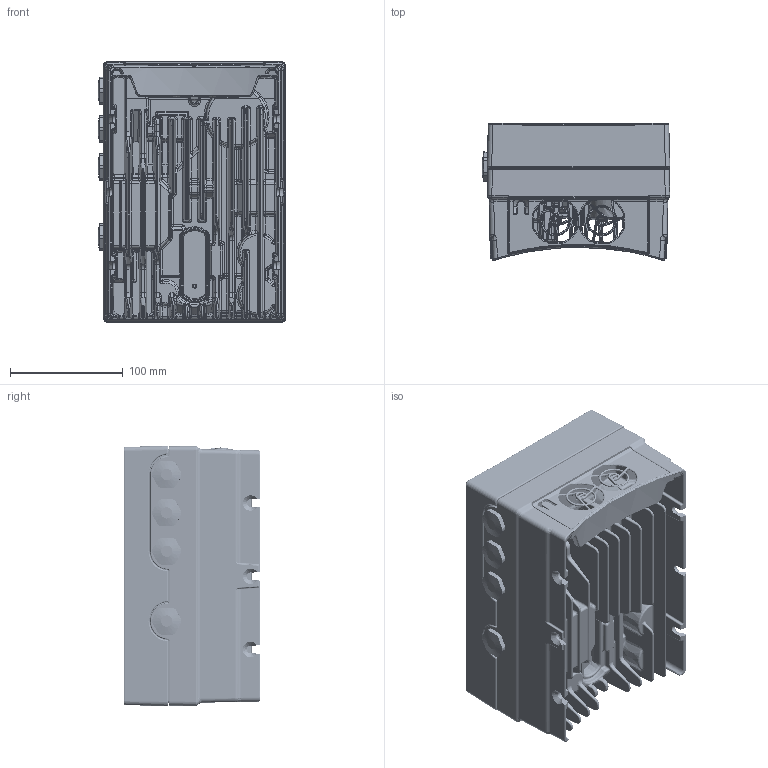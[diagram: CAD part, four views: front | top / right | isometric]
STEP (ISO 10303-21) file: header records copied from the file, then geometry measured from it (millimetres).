
FILE_DESCRIPTION((''),'2;1');
FILE_NAME('134B0301_STEP1','2017-03-07T',('F32060'),('Danfoss Drives A/S'),'CREO PARAMETRIC BY PTC INC, 2015480','CREO PARAMETRIC BY PTC INC, 2015480','');
FILE_SCHEMA(('CONFIG_CONTROL_DESIGN','GEOMETRIC_VALIDATION_PROPERTIES_MIM'));
Products named in the file (1): 134B0301_STEP1
Bounding box: 166.63 x 121.43 x 231.15 mm (x, y, z)
Volume: 2641583.4 mm3; surface area: 396581.2 mm2
Topology: 2 solids, 32 shells, 5124 faces, 12587 edges, 7519 vertices
Faces by surface type: bspline 1626, plane 1528, cylinder 1416, torus 215, cone 180, sphere 155, extrusion 4
Entity records: 278794 total; most frequent: CARTESIAN_POINT 131426, ORIENTED_EDGE 25030, DIRECTION 19456, PRESENTATION_STYLE_ASSIGNMENT 12640, STYLED_ITEM 12587, CURVE_STYLE 12563, EDGE_CURVE 12563, VERTEX_POINT 7519
